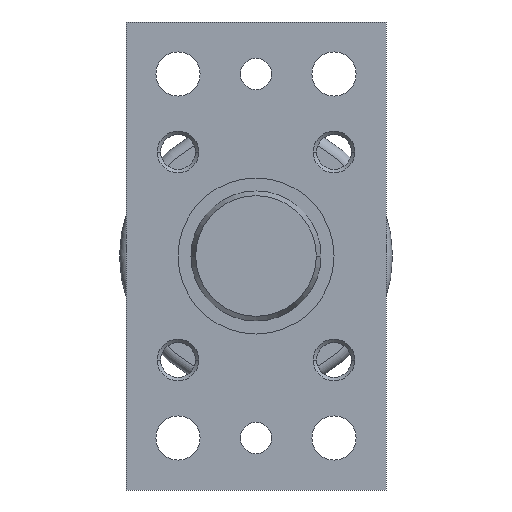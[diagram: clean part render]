
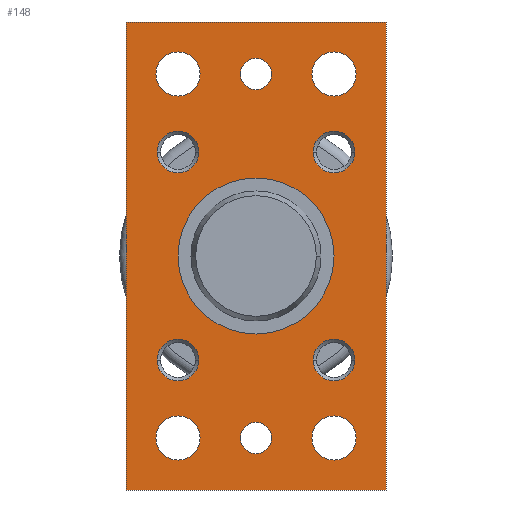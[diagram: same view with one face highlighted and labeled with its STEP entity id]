
A CAD part, left-side view. The second image highlights one B-rep face of the part: STEP entity #148.
In plain terms, the highlighted planar face has unit normal (-1, 0, 0).
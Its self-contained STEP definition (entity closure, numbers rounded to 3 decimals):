
#148=ADVANCED_FACE('',(#330,#331,#332,#333,#334,#335,#336,#337,#338,#339,#340,#341),#342,.F.);
#330=FACE_BOUND('',#524,.T.);
#331=FACE_BOUND('',#525,.T.);
#332=FACE_BOUND('',#526,.T.);
#333=FACE_BOUND('',#527,.T.);
#334=FACE_BOUND('',#528,.T.);
#335=FACE_BOUND('',#529,.T.);
#336=FACE_BOUND('',#530,.T.);
#337=FACE_BOUND('',#531,.T.);
#338=FACE_BOUND('',#532,.T.);
#339=FACE_BOUND('',#533,.T.);
#340=FACE_BOUND('',#534,.T.);
#341=FACE_OUTER_BOUND('',#535,.T.);
#342=PLANE('',#536);
#524=EDGE_LOOP('',(#1146,#1147));
#525=EDGE_LOOP('',(#1148,#1149));
#526=EDGE_LOOP('',(#1150,#1151));
#527=EDGE_LOOP('',(#1152,#1153));
#528=EDGE_LOOP('',(#1154,#1155));
#529=EDGE_LOOP('',(#1156,#1157));
#530=EDGE_LOOP('',(#1158,#1159));
#531=EDGE_LOOP('',(#1160,#1161));
#532=EDGE_LOOP('',(#1162,#1163));
#533=EDGE_LOOP('',(#1164,#1165));
#534=EDGE_LOOP('',(#1166,#1167));
#535=EDGE_LOOP('',(#1168,#1169,#1170,#1171));
#536=AXIS2_PLACEMENT_3D('',#1172,#1173,#1174);
#1146=ORIENTED_EDGE('',*,*,#1195,.T.);
#1147=ORIENTED_EDGE('',*,*,#1379,.T.);
#1148=ORIENTED_EDGE('',*,*,#1199,.T.);
#1149=ORIENTED_EDGE('',*,*,#1378,.T.);
#1150=ORIENTED_EDGE('',*,*,#1203,.T.);
#1151=ORIENTED_EDGE('',*,*,#1377,.T.);
#1152=ORIENTED_EDGE('',*,*,#1207,.T.);
#1153=ORIENTED_EDGE('',*,*,#1376,.T.);
#1154=ORIENTED_EDGE('',*,*,#1375,.T.);
#1155=ORIENTED_EDGE('',*,*,#1211,.T.);
#1156=ORIENTED_EDGE('',*,*,#1374,.T.);
#1157=ORIENTED_EDGE('',*,*,#1215,.T.);
#1158=ORIENTED_EDGE('',*,*,#1373,.T.);
#1159=ORIENTED_EDGE('',*,*,#1219,.T.);
#1160=ORIENTED_EDGE('',*,*,#1372,.T.);
#1161=ORIENTED_EDGE('',*,*,#1223,.T.);
#1162=ORIENTED_EDGE('',*,*,#1371,.T.);
#1163=ORIENTED_EDGE('',*,*,#1227,.T.);
#1164=ORIENTED_EDGE('',*,*,#1370,.T.);
#1165=ORIENTED_EDGE('',*,*,#1231,.T.);
#1166=ORIENTED_EDGE('',*,*,#1381,.T.);
#1167=ORIENTED_EDGE('',*,*,#1191,.T.);
#1168=ORIENTED_EDGE('',*,*,#1369,.T.);
#1169=ORIENTED_EDGE('',*,*,#1367,.T.);
#1170=ORIENTED_EDGE('',*,*,#1365,.T.);
#1171=ORIENTED_EDGE('',*,*,#1363,.T.);
#1172=CARTESIAN_POINT('',(-10.0,0.0,0.0));
#1173=DIRECTION('',(1.0,0.0,0.));
#1174=DIRECTION('',(0.,0.0,-1.0));
#1191=EDGE_CURVE('',#1398,#1402,#1404,.T.);
#1195=EDGE_CURVE('',#1406,#1410,#1412,.T.);
#1199=EDGE_CURVE('',#1414,#1418,#1420,.T.);
#1203=EDGE_CURVE('',#1422,#1426,#1428,.T.);
#1207=EDGE_CURVE('',#1430,#1434,#1436,.T.);
#1211=EDGE_CURVE('',#1438,#1442,#1444,.T.);
#1215=EDGE_CURVE('',#1446,#1450,#1452,.T.);
#1219=EDGE_CURVE('',#1454,#1458,#1460,.T.);
#1223=EDGE_CURVE('',#1462,#1466,#1468,.T.);
#1227=EDGE_CURVE('',#1470,#1474,#1476,.T.);
#1231=EDGE_CURVE('',#1478,#1482,#1484,.T.);
#1363=EDGE_CURVE('',#1692,#1690,#1693,.T.);
#1365=EDGE_CURVE('',#1695,#1692,#1696,.T.);
#1367=EDGE_CURVE('',#1698,#1695,#1699,.T.);
#1369=EDGE_CURVE('',#1690,#1698,#1701,.T.);
#1370=EDGE_CURVE('',#1482,#1478,#1702,.T.);
#1371=EDGE_CURVE('',#1474,#1470,#1703,.T.);
#1372=EDGE_CURVE('',#1466,#1462,#1704,.T.);
#1373=EDGE_CURVE('',#1458,#1454,#1705,.T.);
#1374=EDGE_CURVE('',#1450,#1446,#1706,.T.);
#1375=EDGE_CURVE('',#1442,#1438,#1707,.T.);
#1376=EDGE_CURVE('',#1434,#1430,#1708,.T.);
#1377=EDGE_CURVE('',#1426,#1422,#1709,.T.);
#1378=EDGE_CURVE('',#1418,#1414,#1710,.T.);
#1379=EDGE_CURVE('',#1410,#1406,#1711,.T.);
#1381=EDGE_CURVE('',#1402,#1398,#1713,.T.);
#1398=VERTEX_POINT('',#1723);
#1402=VERTEX_POINT('',#1728);
#1404=CIRCLE('',#1731,15.0);
#1406=VERTEX_POINT('',#1733);
#1410=VERTEX_POINT('',#1738);
#1412=CIRCLE('',#1741,4.0);
#1414=VERTEX_POINT('',#1743);
#1418=VERTEX_POINT('',#1748);
#1420=CIRCLE('',#1751,4.0);
#1422=VERTEX_POINT('',#1753);
#1426=VERTEX_POINT('',#1758);
#1428=CIRCLE('',#1761,4.0);
#1430=VERTEX_POINT('',#1763);
#1434=VERTEX_POINT('',#1768);
#1436=CIRCLE('',#1771,4.0);
#1438=VERTEX_POINT('',#1773);
#1442=VERTEX_POINT('',#1778);
#1444=CIRCLE('',#1781,3.0);
#1446=VERTEX_POINT('',#1783);
#1450=VERTEX_POINT('',#1788);
#1452=CIRCLE('',#1791,3.0);
#1454=VERTEX_POINT('',#1793);
#1458=VERTEX_POINT('',#1798);
#1460=CIRCLE('',#1801,4.25);
#1462=VERTEX_POINT('',#1803);
#1466=VERTEX_POINT('',#1808);
#1468=CIRCLE('',#1811,4.25);
#1470=VERTEX_POINT('',#1813);
#1474=VERTEX_POINT('',#1818);
#1476=CIRCLE('',#1821,4.25);
#1478=VERTEX_POINT('',#1823);
#1482=VERTEX_POINT('',#1828);
#1484=CIRCLE('',#1831,4.25);
#1690=VERTEX_POINT('',#2322);
#1692=VERTEX_POINT('',#2325);
#1693=LINE('',#2326,#2327);
#1695=VERTEX_POINT('',#2330);
#1696=LINE('',#2331,#2332);
#1698=VERTEX_POINT('',#2335);
#1699=LINE('',#2336,#2337);
#1701=LINE('',#2340,#2341);
#1702=CIRCLE('',#2342,4.25);
#1703=CIRCLE('',#2343,4.25);
#1704=CIRCLE('',#2344,4.25);
#1705=CIRCLE('',#2345,4.25);
#1706=CIRCLE('',#2346,3.0);
#1707=CIRCLE('',#2347,3.0);
#1708=CIRCLE('',#2348,4.0);
#1709=CIRCLE('',#2349,4.0);
#1710=CIRCLE('',#2350,4.0);
#1711=CIRCLE('',#2351,4.0);
#1713=CIRCLE('',#2353,15.0);
#1723=CARTESIAN_POINT('',(-10.0,0.,-15.0));
#1728=CARTESIAN_POINT('',(-10.0,0.,15.0));
#1731=AXIS2_PLACEMENT_3D('',#2364,#2365,#2366);
#1733=CARTESIAN_POINT('',(-10.0,19.0,-20.0));
#1738=CARTESIAN_POINT('',(-10.0,11.0,-20.0));
#1741=AXIS2_PLACEMENT_3D('',#2372,#2373,#2374);
#1743=CARTESIAN_POINT('',(-10.0,-11.0,-20.0));
#1748=CARTESIAN_POINT('',(-10.0,-19.0,-20.0));
#1751=AXIS2_PLACEMENT_3D('',#2380,#2381,#2382);
#1753=CARTESIAN_POINT('',(-10.0,19.0,20.0));
#1758=CARTESIAN_POINT('',(-10.0,11.0,20.0));
#1761=AXIS2_PLACEMENT_3D('',#2388,#2389,#2390);
#1763=CARTESIAN_POINT('',(-10.0,-11.0,20.0));
#1768=CARTESIAN_POINT('',(-10.0,-19.0,20.0));
#1771=AXIS2_PLACEMENT_3D('',#2396,#2397,#2398);
#1773=CARTESIAN_POINT('',(-10.0,0.,-38.0));
#1778=CARTESIAN_POINT('',(-10.0,0.,-32.0));
#1781=AXIS2_PLACEMENT_3D('',#2404,#2405,#2406);
#1783=CARTESIAN_POINT('',(-10.0,0.,32.0));
#1788=CARTESIAN_POINT('',(-10.0,0.,38.0));
#1791=AXIS2_PLACEMENT_3D('',#2412,#2413,#2414);
#1793=CARTESIAN_POINT('',(-10.0,15.0,-39.25));
#1798=CARTESIAN_POINT('',(-10.0,15.0,-30.75));
#1801=AXIS2_PLACEMENT_3D('',#2420,#2421,#2422);
#1803=CARTESIAN_POINT('',(-10.0,-15.0,-39.25));
#1808=CARTESIAN_POINT('',(-10.0,-15.0,-30.75));
#1811=AXIS2_PLACEMENT_3D('',#2428,#2429,#2430);
#1813=CARTESIAN_POINT('',(-10.0,15.0,30.75));
#1818=CARTESIAN_POINT('',(-10.0,15.0,39.25));
#1821=AXIS2_PLACEMENT_3D('',#2436,#2437,#2438);
#1823=CARTESIAN_POINT('',(-10.0,-15.0,30.75));
#1828=CARTESIAN_POINT('',(-10.0,-15.0,39.25));
#1831=AXIS2_PLACEMENT_3D('',#2444,#2445,#2446);
#2322=CARTESIAN_POINT('',(-10.0,25.0,-45.0));
#2325=CARTESIAN_POINT('',(-10.0,25.0,45.0));
#2326=CARTESIAN_POINT('',(-10.0,25.0,0.0));
#2327=VECTOR('',#2716,1.0);
#2330=CARTESIAN_POINT('',(-10.0,-25.0,45.0));
#2331=CARTESIAN_POINT('',(-10.0,0.0,45.0));
#2332=VECTOR('',#2718,1.0);
#2335=CARTESIAN_POINT('',(-10.0,-25.0,-45.0));
#2336=CARTESIAN_POINT('',(-10.0,-25.0,0.0));
#2337=VECTOR('',#2720,1.0);
#2340=CARTESIAN_POINT('',(-10.0,0.0,-45.0));
#2341=VECTOR('',#2722,1.0);
#2342=AXIS2_PLACEMENT_3D('',#2723,#2724,#2725);
#2343=AXIS2_PLACEMENT_3D('',#2726,#2727,#2728);
#2344=AXIS2_PLACEMENT_3D('',#2729,#2730,#2731);
#2345=AXIS2_PLACEMENT_3D('',#2732,#2733,#2734);
#2346=AXIS2_PLACEMENT_3D('',#2735,#2736,#2737);
#2347=AXIS2_PLACEMENT_3D('',#2738,#2739,#2740);
#2348=AXIS2_PLACEMENT_3D('',#2741,#2742,#2743);
#2349=AXIS2_PLACEMENT_3D('',#2744,#2745,#2746);
#2350=AXIS2_PLACEMENT_3D('',#2747,#2748,#2749);
#2351=AXIS2_PLACEMENT_3D('',#2750,#2751,#2752);
#2353=AXIS2_PLACEMENT_3D('',#2756,#2757,#2758);
#2364=CARTESIAN_POINT('',(-10.0,0.0,0.0));
#2365=DIRECTION('',(1.0,0.0,0.));
#2366=DIRECTION('',(0.,0.0,-1.0));
#2372=CARTESIAN_POINT('',(-10.0,15.0,-20.0));
#2373=DIRECTION('',(1.0,-0.0,0.));
#2374=DIRECTION('',(0.0,1.0,0.0));
#2380=CARTESIAN_POINT('',(-10.0,-15.0,-20.0));
#2381=DIRECTION('',(1.0,-0.0,0.));
#2382=DIRECTION('',(0.0,1.0,0.0));
#2388=CARTESIAN_POINT('',(-10.0,15.0,20.0));
#2389=DIRECTION('',(1.0,-0.0,0.));
#2390=DIRECTION('',(0.0,1.0,0.0));
#2396=CARTESIAN_POINT('',(-10.0,-15.0,20.0));
#2397=DIRECTION('',(1.0,-0.0,0.));
#2398=DIRECTION('',(0.0,1.0,0.0));
#2404=CARTESIAN_POINT('',(-10.0,0.0,-35.0));
#2405=DIRECTION('',(1.0,0.0,0.));
#2406=DIRECTION('',(0.,0.0,-1.0));
#2412=CARTESIAN_POINT('',(-10.0,0.0,35.0));
#2413=DIRECTION('',(1.0,0.0,0.));
#2414=DIRECTION('',(0.,0.0,-1.0));
#2420=CARTESIAN_POINT('',(-10.0,15.0,-35.0));
#2421=DIRECTION('',(1.0,0.0,0.));
#2422=DIRECTION('',(0.,0.0,-1.0));
#2428=CARTESIAN_POINT('',(-10.0,-15.0,-35.0));
#2429=DIRECTION('',(1.0,0.0,0.));
#2430=DIRECTION('',(0.,0.0,-1.0));
#2436=CARTESIAN_POINT('',(-10.0,15.0,35.0));
#2437=DIRECTION('',(1.0,0.0,0.));
#2438=DIRECTION('',(0.,0.0,-1.0));
#2444=CARTESIAN_POINT('',(-10.0,-15.0,35.0));
#2445=DIRECTION('',(1.0,0.0,0.));
#2446=DIRECTION('',(0.,0.0,-1.0));
#2716=DIRECTION('',(0.,0.0,-1.0));
#2718=DIRECTION('',(0.0,1.0,0.0));
#2720=DIRECTION('',(0.,0.0,1.0));
#2722=DIRECTION('',(0.0,-1.0,0.0));
#2723=CARTESIAN_POINT('',(-10.0,-15.0,35.0));
#2724=DIRECTION('',(1.0,0.0,0.));
#2725=DIRECTION('',(0.,0.0,-1.0));
#2726=CARTESIAN_POINT('',(-10.0,15.0,35.0));
#2727=DIRECTION('',(1.0,0.0,0.));
#2728=DIRECTION('',(0.,0.0,-1.0));
#2729=CARTESIAN_POINT('',(-10.0,-15.0,-35.0));
#2730=DIRECTION('',(1.0,0.0,0.));
#2731=DIRECTION('',(0.,0.0,-1.0));
#2732=CARTESIAN_POINT('',(-10.0,15.0,-35.0));
#2733=DIRECTION('',(1.0,0.0,0.));
#2734=DIRECTION('',(0.,0.0,-1.0));
#2735=CARTESIAN_POINT('',(-10.0,0.0,35.0));
#2736=DIRECTION('',(1.0,0.0,0.));
#2737=DIRECTION('',(0.,0.0,-1.0));
#2738=CARTESIAN_POINT('',(-10.0,0.0,-35.0));
#2739=DIRECTION('',(1.0,0.0,0.));
#2740=DIRECTION('',(0.,0.0,-1.0));
#2741=CARTESIAN_POINT('',(-10.0,-15.0,20.0));
#2742=DIRECTION('',(1.0,-0.0,0.));
#2743=DIRECTION('',(0.0,1.0,0.0));
#2744=CARTESIAN_POINT('',(-10.0,15.0,20.0));
#2745=DIRECTION('',(1.0,-0.0,0.));
#2746=DIRECTION('',(0.0,1.0,0.0));
#2747=CARTESIAN_POINT('',(-10.0,-15.0,-20.0));
#2748=DIRECTION('',(1.0,-0.0,0.));
#2749=DIRECTION('',(0.0,1.0,0.0));
#2750=CARTESIAN_POINT('',(-10.0,15.0,-20.0));
#2751=DIRECTION('',(1.0,-0.0,0.));
#2752=DIRECTION('',(0.0,1.0,0.0));
#2756=CARTESIAN_POINT('',(-10.0,0.0,0.0));
#2757=DIRECTION('',(1.0,0.0,0.));
#2758=DIRECTION('',(0.,0.0,-1.0));
